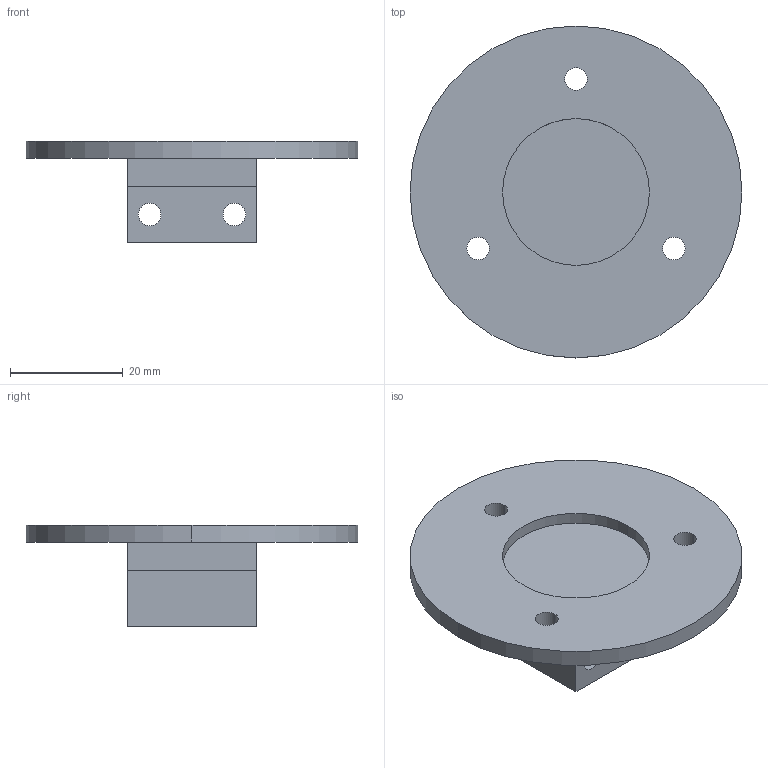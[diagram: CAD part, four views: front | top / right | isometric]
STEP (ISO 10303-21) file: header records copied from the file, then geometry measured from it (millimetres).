
FILE_DESCRIPTION (( 'STEP AP214' ), '1' );
FILE_NAME ('6020Side.STEP', '2024-05-27T05:35:41', ( '' ), ( '' ), 'SwSTEP 2.0', 'SolidWorks 2022', '' );
FILE_SCHEMA (( 'AUTOMOTIVE_DESIGN' ));
Length unit declared in the file: millimetre
Products named in the file (3): sideStandBlock; 6020Connector; 6020Side
Assembly tree (2 placements, depth 2):
  6020Side
    6020Connector
    sideStandBlock
Bounding box: 58.8 x 58.8 x 18 mm (x, y, z)
Volume: 14275.3 mm3; surface area: 9160.1 mm2
Topology: 2 solids, 2 shells, 28 faces, 66 edges, 44 vertices
Faces by surface type: cylinder 14, plane 14
Entity records: 948 total; most frequent: DIRECTION 160, CARTESIAN_POINT 143, ORIENTED_EDGE 132, EDGE_CURVE 66, AXIS2_PLACEMENT_3D 61, VERTEX_POINT 44, EDGE_LOOP 40, VECTOR 38
